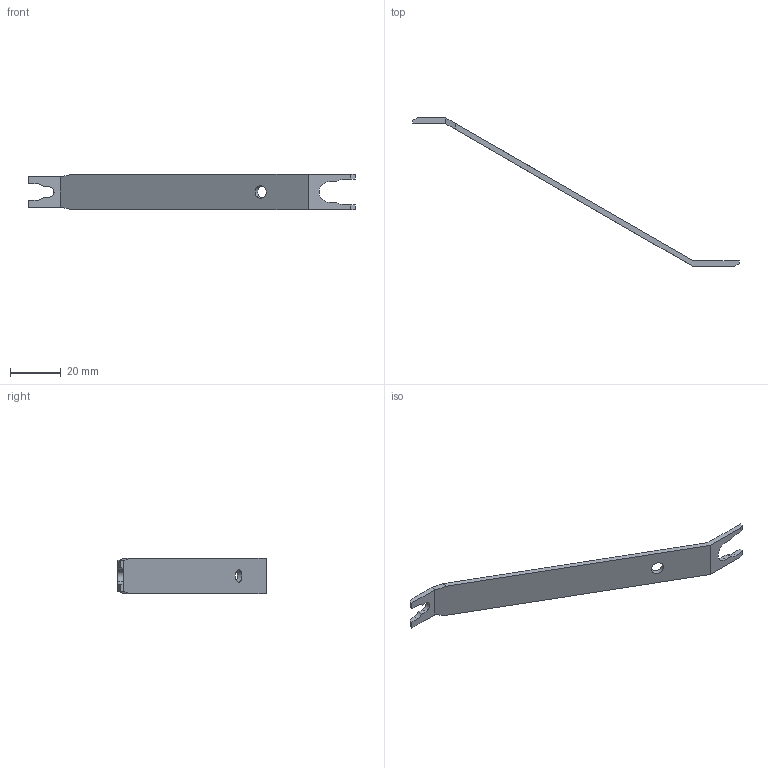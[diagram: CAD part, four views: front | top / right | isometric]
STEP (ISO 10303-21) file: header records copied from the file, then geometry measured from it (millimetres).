
FILE_DESCRIPTION (( 'STEP AP214' ), '1' );
FILE_NAME ('CMV-ACC06.STEP', '2014-12-10T18:19:41', ( '' ), ( '' ), 'SwSTEP 2.0', 'SolidWorks 2013', '' );
FILE_SCHEMA (( 'AUTOMOTIVE_DESIGN' ));
Length unit declared in the file: millimetre
Products named in the file (1): CMV-ACC06
Bounding box: 128.34 x 58.2 x 14 mm (x, y, z)
Volume: 3563.9 mm3; surface area: 4334.7 mm2
Topology: 10 solids, 10 shells, 148 faces, 382 edges, 254 vertices
Faces by surface type: plane 88, bspline 53, cylinder 7
Full cylindrical faces by diameter (mm): 5 x1
Entity records: 8635 total; most frequent: CARTESIAN_POINT 3997, ORIENTED_EDGE 762, DIRECTION 481, EDGE_CURVE 381, LINE 261, VECTOR 261, VERTEX_POINT 254, EDGE_LOOP 157
